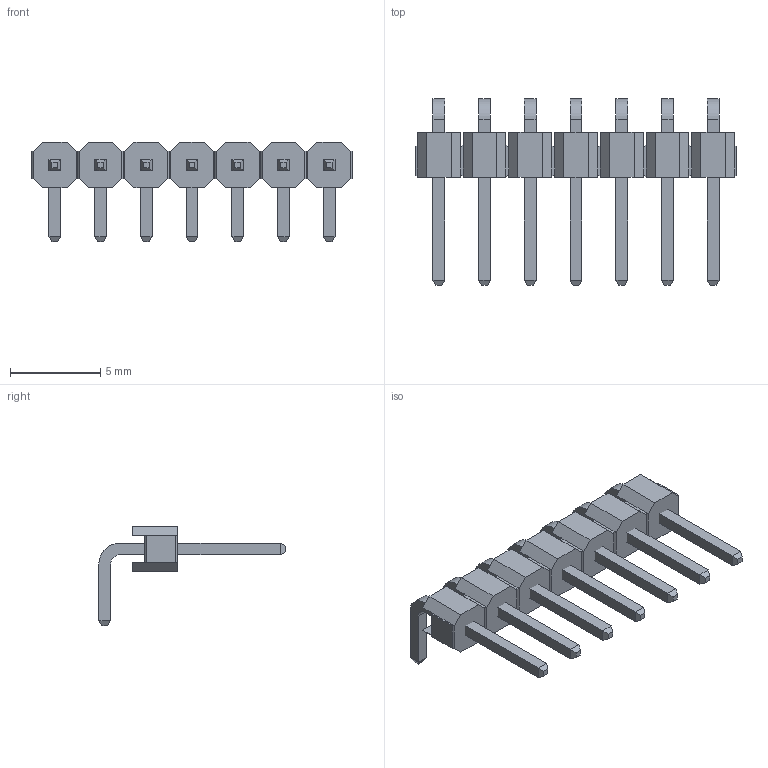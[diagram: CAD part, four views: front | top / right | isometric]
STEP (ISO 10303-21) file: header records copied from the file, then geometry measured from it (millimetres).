
FILE_DESCRIPTION(('STEP AP214'), '1');
FILE_NAME('DS1022-1x5RDF11', '', ('UNSPECIFIED'), ('UNSPECIFIED'), 'ASCON STEP Converter 1.3', 'ASCON Math Kernel', '');
FILE_SCHEMA(('AUTOMOTIVE_DESIGN { 1 0 10303 214 3 1 1}'));
Length unit declared in the file: millimetre
Bounding box: 17.78 x 10.35 x 5.54 mm (x, y, z)
Volume: 122.4 mm3; surface area: 465.9 mm2
Topology: 8 solids, 8 shells, 256 faces, 580 edges, 340 vertices
Faces by surface type: plane 242, cylinder 14
Entity records: 8986 total; most frequent: CARTESIAN_POINT 1177, ORIENTED_EDGE 1160, DIRECTION 1122, EDGE_CURVE 580, LINE 552, VECTOR 552, VERTEX_POINT 340, AXIS2_PLACEMENT_3D 285
